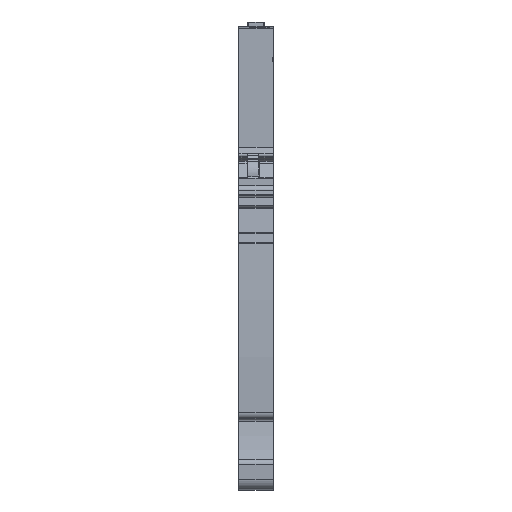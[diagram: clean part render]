
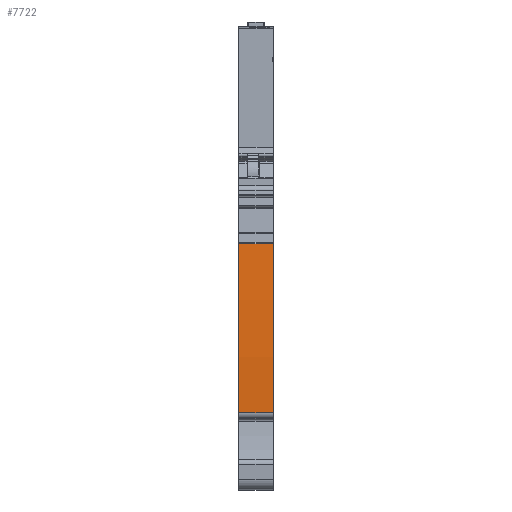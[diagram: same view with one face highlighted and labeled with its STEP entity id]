
A CAD part, front view. The second image highlights one B-rep face of the part: STEP entity #7722.
In plain terms, the highlighted cylindrical face has radius 240 mm (diameter 480 mm), a partial arc.
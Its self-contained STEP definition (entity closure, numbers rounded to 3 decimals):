
#1459=AXIS2_PLACEMENT_3D('Circle Axis2P3D',#1457,#1458,$) ;
#6112=AXIS2_PLACEMENT_3D('Circle Axis2P3D',#6110,#6111,$) ;
#7135=AXIS2_PLACEMENT_3D('Cylinder Axis2P3D',#7132,#7133,#7134) ;
#1454=CARTESIAN_POINT('Vertex',(6.1,1.735,42.906)) ;
#1457=CARTESIAN_POINT('Axis2P3D Location',(6.1,241.174,26.5)) ;
#1461=CARTESIAN_POINT('Vertex',(6.1,1.529,13.45)) ;
#6107=CARTESIAN_POINT('Vertex',(0.,1.529,13.45)) ;
#6110=CARTESIAN_POINT('Axis2P3D Location',(0.,241.174,26.5)) ;
#6114=CARTESIAN_POINT('Vertex',(0.,1.735,42.906)) ;
#7132=CARTESIAN_POINT('Axis2P3D Location',(3.05,241.174,26.5)) ;
#7699=CARTESIAN_POINT('Line Origine',(3.05,1.735,42.906)) ;
#7711=CARTESIAN_POINT('Line Origine',(3.05,1.529,13.45)) ;
#1458=DIRECTION('Axis2P3D Direction',(1.,0.,0.)) ;
#6111=DIRECTION('Axis2P3D Direction',(1.,0.,0.)) ;
#7133=DIRECTION('Axis2P3D Direction',(1.,0.,0.)) ;
#7134=DIRECTION('Axis2P3D XDirection',(0.,-0.994,0.107)) ;
#7700=DIRECTION('Vector Direction',(1.,0.,0.)) ;
#7712=DIRECTION('Vector Direction',(1.,0.,0.)) ;
#7701=VECTOR('Line Direction',#7700,1.) ;
#7713=VECTOR('Line Direction',#7712,1.) ;
#7717=ORIENTED_EDGE('',*,*,#6116,.T.) ;
#7718=ORIENTED_EDGE('',*,*,#7715,.T.) ;
#7719=ORIENTED_EDGE('',*,*,#1463,.F.) ;
#7720=ORIENTED_EDGE('',*,*,#7703,.F.) ;
#7722=ADVANCED_FACE('MLD',(#7721),#7136,.T.) ;
#1460=CIRCLE('generated circle',#1459,240.) ;
#6113=CIRCLE('generated circle',#6112,240.) ;
#7136=CYLINDRICAL_SURFACE('generated cylinder',#7135,240.) ;
#1463=EDGE_CURVE('',#1455,#1462,#1460,.T.) ;
#6116=EDGE_CURVE('',#6115,#6108,#6113,.T.) ;
#7703=EDGE_CURVE('',#6115,#1455,#7702,.T.) ;
#7715=EDGE_CURVE('',#6108,#1462,#7714,.T.) ;
#7716=EDGE_LOOP('',(#7717,#7718,#7719,#7720)) ;
#7721=FACE_OUTER_BOUND('',#7716,.T.) ;
#7702=LINE('Line',#7699,#7701) ;
#7714=LINE('Line',#7711,#7713) ;
#1455=VERTEX_POINT('',#1454) ;
#1462=VERTEX_POINT('',#1461) ;
#6108=VERTEX_POINT('',#6107) ;
#6115=VERTEX_POINT('',#6114) ;
